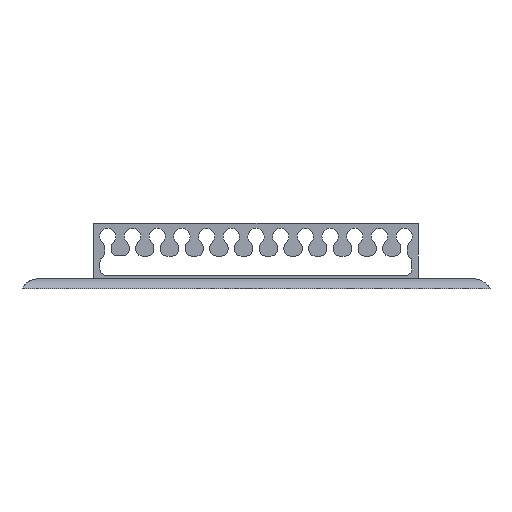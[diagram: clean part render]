
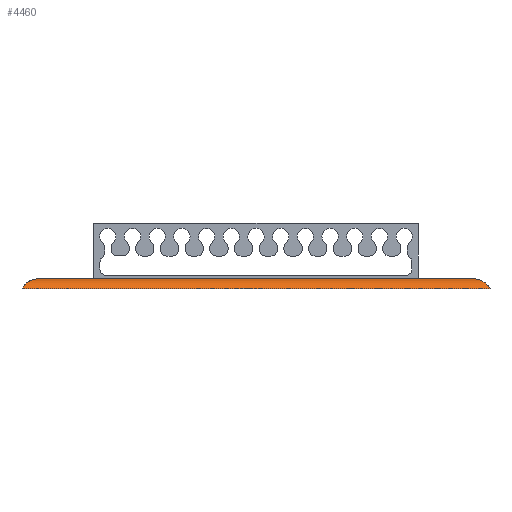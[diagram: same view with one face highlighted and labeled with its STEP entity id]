
A CAD part, front view. The second image highlights one B-rep face of the part: STEP entity #4460.
In plain terms, the highlighted cylindrical face has radius 3 mm (diameter 6 mm), a partial arc.
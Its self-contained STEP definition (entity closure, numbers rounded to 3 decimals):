
#61 = FACE_OUTER_BOUND ( 'NONE', #3876, .T. ) ;
#305 = VERTEX_POINT ( 'NONE', #4653 ) ;
#421 = CARTESIAN_POINT ( 'NONE',  ( 36., -109.75, -7.75 ) ) ;
#478 = AXIS2_PLACEMENT_3D ( 'NONE', #1107, #4609, #5042 ) ;
#687 = CARTESIAN_POINT ( 'NONE',  ( -33.402, -107.152, -6.25 ) ) ;
#690 = DIRECTION ( 'NONE',  ( 1., 0., 0. ) ) ;
#706 = CARTESIAN_POINT ( 'NONE',  ( -36., -109.75, -7.75 ) ) ;
#718 = VERTEX_POINT ( 'NONE', #2768 ) ;
#807 = VERTEX_POINT ( 'NONE', #2330 ) ;
#895 = EDGE_CURVE ( 'NONE', #4508, #305, #4668, .T. ) ;
#1107 = CARTESIAN_POINT ( 'NONE',  ( -36., -107.152, -9.25 ) ) ;
#1432 = LINE ( 'NONE', #5417, #3482 ) ;
#1829 =( BOUNDED_CURVE ( )  B_SPLINE_CURVE ( 3, ( #3461, #4342, #3419, #421 ),
 .UNSPECIFIED., .F., .F. ) 
 B_SPLINE_CURVE_WITH_KNOTS ( ( 4, 4 ),
 ( 4.712, 5.76 ),
 .UNSPECIFIED. ) 
 CURVE ( )  GEOMETRIC_REPRESENTATION_ITEM ( )  RATIONAL_B_SPLINE_CURVE ( ( 1., 0.911, 0.911, 1. ) ) 
 REPRESENTATION_ITEM ( '' )  );
#2083 = CARTESIAN_POINT ( 'NONE',  ( -33.402, -107.152, -6.25 ) ) ;
#2255 =( BOUNDED_CURVE ( )  B_SPLINE_CURVE ( 3, ( #687, #5543, #5481, #706 ),
 .UNSPECIFIED., .F., .T. ) 
 B_SPLINE_CURVE_WITH_KNOTS ( ( 4, 4 ),
 ( 1.571, 2.618 ),
 .UNSPECIFIED. ) 
 CURVE ( )  GEOMETRIC_REPRESENTATION_ITEM ( )  RATIONAL_B_SPLINE_CURVE ( ( 1., 0.911, 0.911, 1. ) ) 
 REPRESENTATION_ITEM ( '' )  );
#2330 = CARTESIAN_POINT ( 'NONE',  ( -36., -109.75, -7.75 ) ) ;
#2400 = CARTESIAN_POINT ( 'NONE',  ( 0., -107.152, -6.25 ) ) ;
#2768 = CARTESIAN_POINT ( 'NONE',  ( 36., -109.75, -7.75 ) ) ;
#2789 = DIRECTION ( 'NONE',  ( 1., 0., 0. ) ) ;
#2932 = EDGE_CURVE ( 'NONE', #807, #718, #1432, .T. ) ;
#3213 = ORIENTED_EDGE ( 'NONE', *, *, #4156, .F. ) ;
#3419 = CARTESIAN_POINT ( 'NONE',  ( 35.451, -109.201, -6.799 ) ) ;
#3461 = CARTESIAN_POINT ( 'NONE',  ( 33.402, -107.152, -6.25 ) ) ;
#3482 = VECTOR ( 'NONE', #2789, 1000. ) ;
#3505 = VECTOR ( 'NONE', #690, 1000. ) ;
#3876 = EDGE_LOOP ( 'NONE', ( #4264, #5383, #3213, #5471 ) ) ;
#4156 = EDGE_CURVE ( 'NONE', #305, #718, #1829, .T. ) ;
#4264 = ORIENTED_EDGE ( 'NONE', *, *, #5293, .T. ) ;
#4342 = CARTESIAN_POINT ( 'NONE',  ( 34.5, -108.25, -6.25 ) ) ;
#4422 = CYLINDRICAL_SURFACE ( 'NONE', #478, 3. ) ;
#4460 = ADVANCED_FACE ( 'NONE', ( #61 ), #4422, .T. ) ;
#4508 = VERTEX_POINT ( 'NONE', #2083 ) ;
#4609 = DIRECTION ( 'NONE',  ( -1., 0., 0. ) ) ;
#4653 = CARTESIAN_POINT ( 'NONE',  ( 33.402, -107.152, -6.25 ) ) ;
#4668 = LINE ( 'NONE', #2400, #3505 ) ;
#5042 = DIRECTION ( 'NONE',  ( 0., 0., 1. ) ) ;
#5293 = EDGE_CURVE ( 'NONE', #4508, #807, #2255, .T. ) ;
#5383 = ORIENTED_EDGE ( 'NONE', *, *, #2932, .T. ) ;
#5417 = CARTESIAN_POINT ( 'NONE',  ( -36., -109.75, -7.75 ) ) ;
#5471 = ORIENTED_EDGE ( 'NONE', *, *, #895, .F. ) ;
#5481 = CARTESIAN_POINT ( 'NONE',  ( -35.451, -109.201, -6.799 ) ) ;
#5543 = CARTESIAN_POINT ( 'NONE',  ( -34.5, -108.25, -6.25 ) ) ;
